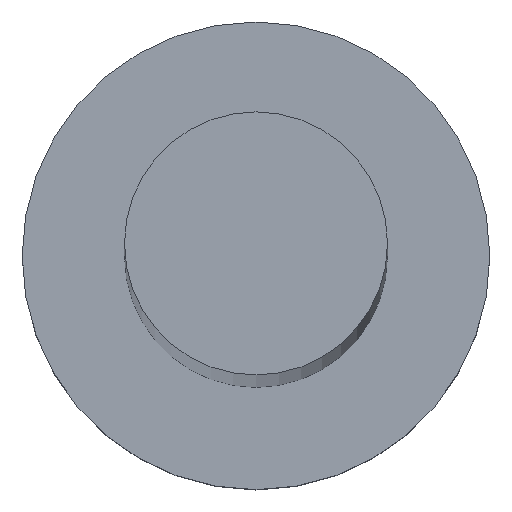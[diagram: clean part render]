
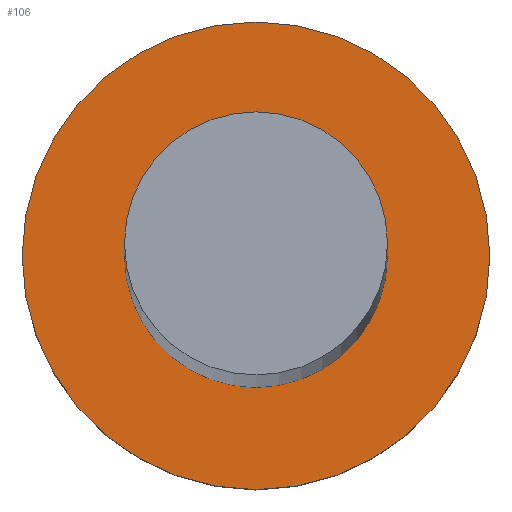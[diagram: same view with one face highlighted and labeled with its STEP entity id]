
A CAD part, top view. The second image highlights one B-rep face of the part: STEP entity #106.
In plain terms, the highlighted planar face has unit normal (0, 0, 1).
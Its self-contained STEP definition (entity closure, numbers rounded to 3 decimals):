
#3 = AXIS2_PLACEMENT_3D ( 'NONE', #52, #134, #210 ) ;
#8 = ORIENTED_EDGE ( 'NONE', *, *, #242, .T. ) ;
#25 = VERTEX_POINT ( 'NONE', #172 ) ;
#52 = CARTESIAN_POINT ( 'NONE',  ( 0., 0., 3. ) ) ;
#54 = EDGE_CURVE ( 'NONE', #188, #25, #122, .T. ) ;
#56 = ORIENTED_EDGE ( 'NONE', *, *, #54, .T. ) ;
#61 = FACE_OUTER_BOUND ( 'NONE', #154, .T. ) ;
#75 = AXIS2_PLACEMENT_3D ( 'NONE', #231, #197, #138 ) ;
#81 = DIRECTION ( 'NONE',  ( 1., 0., 0. ) ) ;
#84 = DIRECTION ( 'NONE',  ( 0., 0., 1. ) ) ;
#89 = AXIS2_PLACEMENT_3D ( 'NONE', #101, #248, #142 ) ;
#101 = CARTESIAN_POINT ( 'NONE',  ( 0., 0., 3. ) ) ;
#103 = EDGE_CURVE ( 'NONE', #171, #114, #128, .T. ) ;
#106 = ADVANCED_FACE ( 'NONE', ( #199, #61 ), #232, .T. ) ;
#110 = CIRCLE ( 'NONE', #164, 4. ) ;
#114 = VERTEX_POINT ( 'NONE', #217 ) ;
#118 = AXIS2_PLACEMENT_3D ( 'NONE', #160, #250, #81 ) ;
#122 = CIRCLE ( 'NONE', #3, 4. ) ;
#128 = CIRCLE ( 'NONE', #118, 2.25 ) ;
#134 = DIRECTION ( 'NONE',  ( 0., 0., 1. ) ) ;
#137 = ORIENTED_EDGE ( 'NONE', *, *, #103, .F. ) ;
#138 = DIRECTION ( 'NONE',  ( 1., 0., 0. ) ) ;
#142 = DIRECTION ( 'NONE',  ( 1., 0., 0. ) ) ;
#153 = EDGE_CURVE ( 'NONE', #114, #171, #185, .T. ) ;
#154 = EDGE_LOOP ( 'NONE', ( #56, #8 ) ) ;
#160 = CARTESIAN_POINT ( 'NONE',  ( 0., 0., 3. ) ) ;
#162 = DIRECTION ( 'NONE',  ( 1., 0., 0. ) ) ;
#164 = AXIS2_PLACEMENT_3D ( 'NONE', #220, #84, #162 ) ;
#171 = VERTEX_POINT ( 'NONE', #180 ) ;
#172 = CARTESIAN_POINT ( 'NONE',  ( 4., 0., 3. ) ) ;
#174 = ORIENTED_EDGE ( 'NONE', *, *, #153, .F. ) ;
#180 = CARTESIAN_POINT ( 'NONE',  ( -2.25, 0., 3. ) ) ;
#185 = CIRCLE ( 'NONE', #75, 2.25 ) ;
#188 = VERTEX_POINT ( 'NONE', #219 ) ;
#197 = DIRECTION ( 'NONE',  ( 0., 0., 1. ) ) ;
#199 = FACE_BOUND ( 'NONE', #212, .T. ) ;
#210 = DIRECTION ( 'NONE',  ( 1., 0., 0. ) ) ;
#212 = EDGE_LOOP ( 'NONE', ( #137, #174 ) ) ;
#217 = CARTESIAN_POINT ( 'NONE',  ( 2.25, 0., 3. ) ) ;
#219 = CARTESIAN_POINT ( 'NONE',  ( -4., 0., 3. ) ) ;
#220 = CARTESIAN_POINT ( 'NONE',  ( 0., 0., 3. ) ) ;
#231 = CARTESIAN_POINT ( 'NONE',  ( 0., 0., 3. ) ) ;
#232 = PLANE ( 'NONE',  #89 ) ;
#242 = EDGE_CURVE ( 'NONE', #25, #188, #110, .T. ) ;
#248 = DIRECTION ( 'NONE',  ( 0., 0., 1. ) ) ;
#250 = DIRECTION ( 'NONE',  ( 0., 0., 1. ) ) ;
